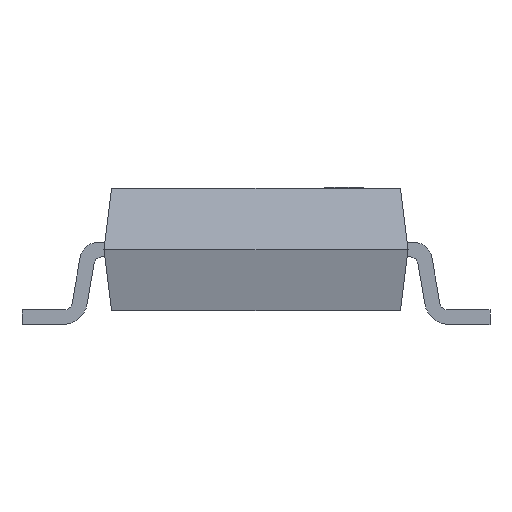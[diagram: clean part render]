
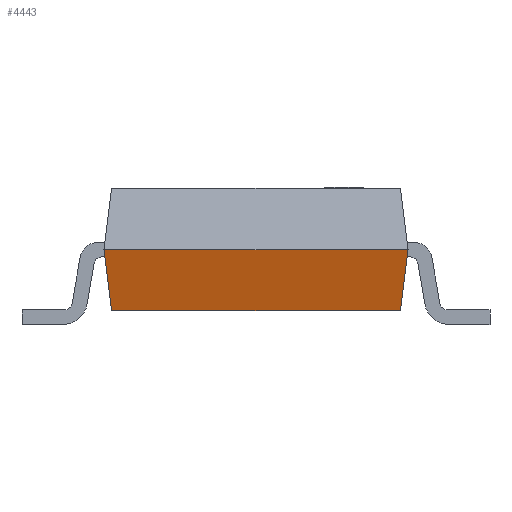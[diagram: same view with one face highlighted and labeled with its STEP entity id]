
A CAD part, front view. The second image highlights one B-rep face of the part: STEP entity #4443.
In plain terms, the highlighted free-form (B-spline) face has degree [1, 1] with [2, 2] control points.
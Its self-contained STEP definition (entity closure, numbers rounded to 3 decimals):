
#986 = VERTEX_POINT('',#987);
#987 = CARTESIAN_POINT('',(-1.95,-4.325,0.963));
#992 = EDGE_CURVE('',#993,#986,#995,.T.);
#993 = VERTEX_POINT('',#994);
#994 = CARTESIAN_POINT('',(1.95,-4.325,0.963));
#995 = LINE('',#996,#997);
#996 = CARTESIAN_POINT('',(1.95,-4.325,0.963));
#997 = VECTOR('',#998,1.);
#998 = DIRECTION('',(-1.,0.,0.));
#4443 = ADVANCED_FACE('',(#4444),#4467,.T.);
#4444 = FACE_BOUND('',#4445,.T.);
#4445 = EDGE_LOOP('',(#4446,#4447,#4454,#4462));
#4446 = ORIENTED_EDGE('',*,*,#992,.T.);
#4447 = ORIENTED_EDGE('',*,*,#4448,.T.);
#4448 = EDGE_CURVE('',#986,#4449,#4451,.T.);
#4449 = VERTEX_POINT('',#4450);
#4450 = CARTESIAN_POINT('',(-1.853,-4.109,0.175));
#4451 = B_SPLINE_CURVE_WITH_KNOTS('',1,(#4452,#4453),.UNSPECIFIED.,.F.,
  .F.,(2,2),(0.,1.),.PIECEWISE_BEZIER_KNOTS.);
#4452 = CARTESIAN_POINT('',(-1.95,-4.325,0.963));
#4453 = CARTESIAN_POINT('',(-1.853,-4.109,0.175));
#4454 = ORIENTED_EDGE('',*,*,#4455,.F.);
#4455 = EDGE_CURVE('',#4456,#4449,#4458,.T.);
#4456 = VERTEX_POINT('',#4457);
#4457 = CARTESIAN_POINT('',(1.853,-4.109,0.175));
#4458 = LINE('',#4459,#4460);
#4459 = CARTESIAN_POINT('',(1.853,-4.109,0.175));
#4460 = VECTOR('',#4461,1.);
#4461 = DIRECTION('',(-1.,0.,0.));
#4462 = ORIENTED_EDGE('',*,*,#4463,.F.);
#4463 = EDGE_CURVE('',#993,#4456,#4464,.T.);
#4464 = B_SPLINE_CURVE_WITH_KNOTS('',1,(#4465,#4466),.UNSPECIFIED.,.F.,
  .F.,(2,2),(0.,1.),.PIECEWISE_BEZIER_KNOTS.);
#4465 = CARTESIAN_POINT('',(1.95,-4.325,0.963));
#4466 = CARTESIAN_POINT('',(1.853,-4.109,0.175));
#4467 = B_SPLINE_SURFACE_WITH_KNOTS('',1,1,(
    (#4468,#4469)
    ,(#4470,#4471
    )),.UNSPECIFIED.,.F.,.F.,.F.,(2,2),(2,2),(0.,3.9),(0.,1.),
  .PIECEWISE_BEZIER_KNOTS.);
#4468 = CARTESIAN_POINT('',(1.95,-4.325,0.963));
#4469 = CARTESIAN_POINT('',(1.853,-4.109,0.175));
#4470 = CARTESIAN_POINT('',(-1.95,-4.325,0.963));
#4471 = CARTESIAN_POINT('',(-1.853,-4.109,0.175));
